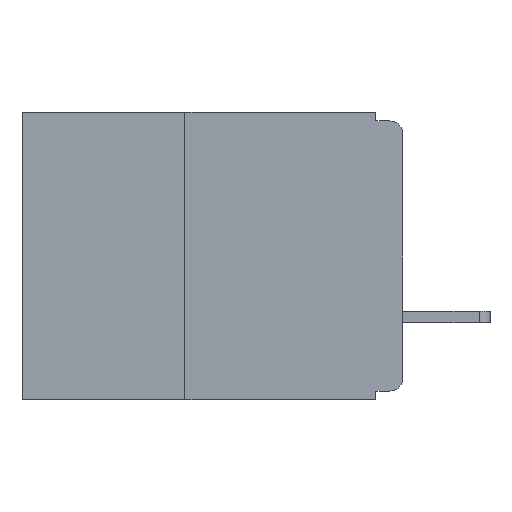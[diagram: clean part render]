
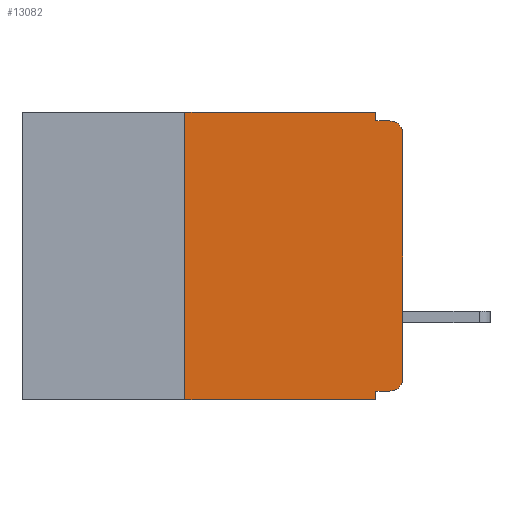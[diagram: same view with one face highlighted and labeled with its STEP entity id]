
A CAD part, left-side view. The second image highlights one B-rep face of the part: STEP entity #13082.
In plain terms, the highlighted planar face has unit normal (-1, 0, 0).
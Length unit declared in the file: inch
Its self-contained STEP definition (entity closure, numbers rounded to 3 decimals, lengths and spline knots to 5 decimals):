
#45 = DIRECTION ( 'NONE',  ( 0., -1., 0. ) ) ;
#94 = CIRCLE ( 'NONE', #12025, 0.015 ) ;
#208 = CARTESIAN_POINT ( 'NONE',  ( 0., 0., 0. ) ) ;
#219 = ORIENTED_EDGE ( 'NONE', *, *, #6507, .F. ) ;
#446 = VERTEX_POINT ( 'NONE', #10976 ) ;
#457 = ORIENTED_EDGE ( 'NONE', *, *, #7612, .F. ) ;
#699 = CARTESIAN_POINT ( 'NONE',  ( 0., 0., -0.32 ) ) ;
#759 = DIRECTION ( 'NONE',  ( 0., 1., 0. ) ) ;
#787 = ORIENTED_EDGE ( 'NONE', *, *, #2461, .T. ) ;
#1151 = DIRECTION ( 'NONE',  ( 0., 0., 1. ) ) ;
#1366 = CARTESIAN_POINT ( 'NONE',  ( 0., 0., -0.025 ) ) ;
#2101 = LINE ( 'NONE', #2211, #5390 ) ;
#2132 = CARTESIAN_POINT ( 'NONE',  ( 0., 0.031, -0.32 ) ) ;
#2211 = CARTESIAN_POINT ( 'NONE',  ( 0., 0., -0.01 ) ) ;
#2299 = CARTESIAN_POINT ( 'NONE',  ( 0., 0.437, 0. ) ) ;
#2461 = EDGE_CURVE ( 'NONE', #9823, #11247, #15673, .T. ) ;
#2772 = LINE ( 'NONE', #13396, #13031 ) ;
#2777 = AXIS2_PLACEMENT_3D ( 'NONE', #2299, #11724, #3712 ) ;
#2788 = EDGE_CURVE ( 'NONE', #11550, #15315, #2772, .T. ) ;
#2944 = CARTESIAN_POINT ( 'NONE',  ( 0., 0.031, 0. ) ) ;
#3006 = EDGE_CURVE ( 'NONE', #16347, #446, #2101, .T. ) ;
#3026 = CARTESIAN_POINT ( 'NONE',  ( 0., 0.015, -0.025 ) ) ;
#3226 = ORIENTED_EDGE ( 'NONE', *, *, #17170, .T. ) ;
#3428 = EDGE_CURVE ( 'NONE', #5579, #14268, #15034, .T. ) ;
#3682 = EDGE_CURVE ( 'NONE', #11247, #446, #94, .T. ) ;
#3712 = DIRECTION ( 'NONE',  ( 0., 0., -1. ) ) ;
#3838 = DIRECTION ( 'NONE',  ( 0., -1., 0. ) ) ;
#4436 = DIRECTION ( 'NONE',  ( 0., 0., -1. ) ) ;
#4463 = DIRECTION ( 'NONE',  ( 0., 0., 1. ) ) ;
#4661 = CARTESIAN_POINT ( 'NONE',  ( 0., 0.015, -0.305 ) ) ;
#4806 = VERTEX_POINT ( 'NONE', #12078 ) ;
#4960 = VECTOR ( 'NONE', #6933, 39.37008 ) ;
#5010 = LINE ( 'NONE', #13663, #8167 ) ;
#5187 = VECTOR ( 'NONE', #1151, 39.37008 ) ;
#5257 = LINE ( 'NONE', #7162, #8410 ) ;
#5390 = VECTOR ( 'NONE', #45, 39.37008 ) ;
#5579 = VERTEX_POINT ( 'NONE', #16157 ) ;
#5659 = CARTESIAN_POINT ( 'NONE',  ( 0., 0.031, -0.01 ) ) ;
#6043 = DIRECTION ( 'NONE',  ( 0., 0., -1. ) ) ;
#6507 = EDGE_CURVE ( 'NONE', #11550, #4806, #15778, .T. ) ;
#6933 = DIRECTION ( 'NONE',  ( 0., 0., -1. ) ) ;
#7162 = CARTESIAN_POINT ( 'NONE',  ( 0., 0.437, 0. ) ) ;
#7354 = ORIENTED_EDGE ( 'NONE', *, *, #8283, .F. ) ;
#7421 = CIRCLE ( 'NONE', #12108, 0.015 ) ;
#7497 = EDGE_LOOP ( 'NONE', ( #787, #9645, #15779, #7354, #457, #219, #12991, #15373, #13531, #3226 ) ) ;
#7534 = FACE_OUTER_BOUND ( 'NONE', #7497, .T. ) ;
#7612 = EDGE_CURVE ( 'NONE', #4806, #13945, #5257, .T. ) ;
#7711 = LINE ( 'NONE', #14756, #4960 ) ;
#8096 = VECTOR ( 'NONE', #759, 39.37008 ) ;
#8167 = VECTOR ( 'NONE', #8480, 39.37008 ) ;
#8283 = EDGE_CURVE ( 'NONE', #13945, #16347, #5010, .T. ) ;
#8410 = VECTOR ( 'NONE', #14986, 39.37008 ) ;
#8459 = VECTOR ( 'NONE', #4463, 39.37008 ) ;
#8480 = DIRECTION ( 'NONE',  ( 0., 0., -1. ) ) ;
#9097 = PLANE ( 'NONE',  #2777 ) ;
#9645 = ORIENTED_EDGE ( 'NONE', *, *, #3682, .T. ) ;
#9823 = VERTEX_POINT ( 'NONE', #13230 ) ;
#10976 = CARTESIAN_POINT ( 'NONE',  ( 0., 0.015, -0.01 ) ) ;
#11247 = VERTEX_POINT ( 'NONE', #1366 ) ;
#11494 = CARTESIAN_POINT ( 'NONE',  ( 0., 0.25, -0.33 ) ) ;
#11550 = VERTEX_POINT ( 'NONE', #11494 ) ;
#11724 = DIRECTION ( 'NONE',  ( 1., 0., 0. ) ) ;
#12025 = AXIS2_PLACEMENT_3D ( 'NONE', #3026, #12391, #4436 ) ;
#12078 = CARTESIAN_POINT ( 'NONE',  ( 0., 0.25, 0. ) ) ;
#12108 = AXIS2_PLACEMENT_3D ( 'NONE', #4661, #13905, #6043 ) ;
#12391 = DIRECTION ( 'NONE',  ( -1., 0., 0. ) ) ;
#12772 = CARTESIAN_POINT ( 'NONE',  ( 0., 0.031, -0.33 ) ) ;
#12991 = ORIENTED_EDGE ( 'NONE', *, *, #2788, .T. ) ;
#13031 = VECTOR ( 'NONE', #3838, 39.37008 ) ;
#13082 = ADVANCED_FACE ( 'NONE', ( #7534 ), #9097, .F. ) ;
#13230 = CARTESIAN_POINT ( 'NONE',  ( 0., 0., -0.305 ) ) ;
#13396 = CARTESIAN_POINT ( 'NONE',  ( 0., 0.437, -0.33 ) ) ;
#13531 = ORIENTED_EDGE ( 'NONE', *, *, #3428, .F. ) ;
#13663 = CARTESIAN_POINT ( 'NONE',  ( 0., 0.031, 0. ) ) ;
#13712 = CARTESIAN_POINT ( 'NONE',  ( 0., 0.25, -0.33 ) ) ;
#13867 = EDGE_CURVE ( 'NONE', #14268, #15315, #7711, .T. ) ;
#13905 = DIRECTION ( 'NONE',  ( -1., 0., 0. ) ) ;
#13945 = VERTEX_POINT ( 'NONE', #2944 ) ;
#14268 = VERTEX_POINT ( 'NONE', #2132 ) ;
#14756 = CARTESIAN_POINT ( 'NONE',  ( 0., 0.031, -0.33 ) ) ;
#14986 = DIRECTION ( 'NONE',  ( 0., -1., 0. ) ) ;
#15034 = LINE ( 'NONE', #699, #8096 ) ;
#15315 = VERTEX_POINT ( 'NONE', #12772 ) ;
#15373 = ORIENTED_EDGE ( 'NONE', *, *, #13867, .F. ) ;
#15673 = LINE ( 'NONE', #208, #5187 ) ;
#15778 = LINE ( 'NONE', #13712, #8459 ) ;
#15779 = ORIENTED_EDGE ( 'NONE', *, *, #3006, .F. ) ;
#16157 = CARTESIAN_POINT ( 'NONE',  ( 0., 0.015, -0.32 ) ) ;
#16347 = VERTEX_POINT ( 'NONE', #5659 ) ;
#17170 = EDGE_CURVE ( 'NONE', #5579, #9823, #7421, .T. ) ;
